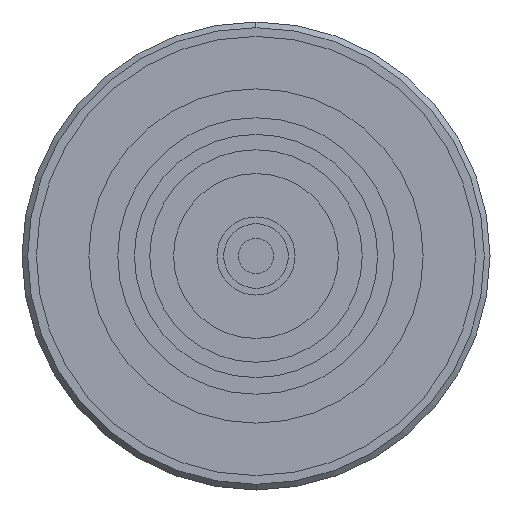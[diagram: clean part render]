
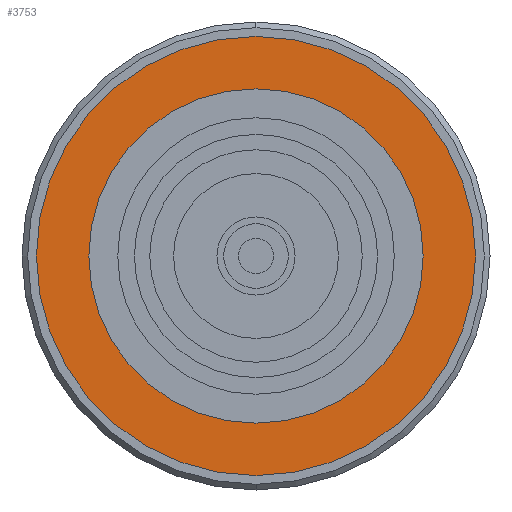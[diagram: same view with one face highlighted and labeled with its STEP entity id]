
A CAD part, left-side view. The second image highlights one B-rep face of the part: STEP entity #3753.
In plain terms, the highlighted planar face has unit normal (-1, 0, 0).
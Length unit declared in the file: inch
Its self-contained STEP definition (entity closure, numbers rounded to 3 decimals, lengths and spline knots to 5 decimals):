
#226 = VERTEX_POINT ( 'NONE', #1547 ) ;
#229 = EDGE_CURVE ( 'NONE', #226, #230, #1464, .T. ) ;
#230 = VERTEX_POINT ( 'NONE', #1562 ) ;
#241 = EDGE_CURVE ( 'NONE', #242, #243, #1500, .T. ) ;
#242 = VERTEX_POINT ( 'NONE', #1496 ) ;
#243 = VERTEX_POINT ( 'NONE', #1495 ) ;
#1119 = EDGE_LOOP ( 'NONE', ( #1120, #1122 ) ) ;
#1120 = ORIENTED_EDGE ( 'NONE', *, *, #1121, .F. ) ;
#1121 = EDGE_CURVE ( 'NONE', #230, #226, #2953, .T. ) ;
#1122 = ORIENTED_EDGE ( 'NONE', *, *, #229, .F. ) ;
#1123 = EDGE_LOOP ( 'NONE', ( #1124, #1125 ) ) ;
#1124 = ORIENTED_EDGE ( 'NONE', *, *, #3871, .T. ) ;
#1125 = ORIENTED_EDGE ( 'NONE', *, *, #241, .T. ) ;
#1460 = DIRECTION ( 'NONE',  ( 0., 0., -1. ) ) ;
#1461 = DIRECTION ( 'NONE',  ( 1., 0., 0. ) ) ;
#1462 = CARTESIAN_POINT ( 'NONE',  ( 0.074, 0., 0. ) ) ;
#1463 = AXIS2_PLACEMENT_3D ( 'NONE', #1462, #1461, #1460 ) ;
#1464 = CIRCLE ( 'NONE', #1463, 0.3875 ) ;
#1495 = CARTESIAN_POINT ( 'NONE',  ( 0.074, 0., 0.295 ) ) ;
#1496 = CARTESIAN_POINT ( 'NONE',  ( 0.074, 0., -0.295 ) ) ;
#1497 = DIRECTION ( 'NONE',  ( 0., 0., -1. ) ) ;
#1498 = DIRECTION ( 'NONE',  ( 1., 0., 0. ) ) ;
#1499 = AXIS2_PLACEMENT_3D ( 'NONE', #1567, #1498, #1497 ) ;
#1500 = CIRCLE ( 'NONE', #1499, 0.295 ) ;
#1547 = CARTESIAN_POINT ( 'NONE',  ( 0.074, 0., -0.3875 ) ) ;
#1562 = CARTESIAN_POINT ( 'NONE',  ( 0.074, 0., 0.3875 ) ) ;
#1567 = CARTESIAN_POINT ( 'NONE',  ( 0.074, 0., 0. ) ) ;
#2897 = DIRECTION ( 'NONE',  ( 0., 0., -1. ) ) ;
#2898 = DIRECTION ( 'NONE',  ( 1., 0., 0. ) ) ;
#2899 = CARTESIAN_POINT ( 'NONE',  ( 0.074, 0., 0. ) ) ;
#2900 = AXIS2_PLACEMENT_3D ( 'NONE', #2899, #2898, #2897 ) ;
#2953 = CIRCLE ( 'NONE', #2900, 0.3875 ) ;
#3054 = DIRECTION ( 'NONE',  ( 0., 0., -1. ) ) ;
#3055 = DIRECTION ( 'NONE',  ( 1., 0., 0. ) ) ;
#3056 = CARTESIAN_POINT ( 'NONE',  ( 0.074, 0., 0. ) ) ;
#3065 = PLANE ( 'NONE',  #3208 ) ;
#3077 = FACE_BOUND ( 'NONE', #1123, .T. ) ;
#3122 = DIRECTION ( 'NONE',  ( 0., 0., -1. ) ) ;
#3123 = DIRECTION ( 'NONE',  ( 1., 0., 0. ) ) ;
#3124 = AXIS2_PLACEMENT_3D ( 'NONE', #3181, #3123, #3122 ) ;
#3125 = CIRCLE ( 'NONE', #3124, 0.295 ) ;
#3172 = FACE_OUTER_BOUND ( 'NONE', #1119, .T. ) ;
#3181 = CARTESIAN_POINT ( 'NONE',  ( 0.074, 0., 0. ) ) ;
#3208 = AXIS2_PLACEMENT_3D ( 'NONE', #3056, #3055, #3054 ) ;
#3753 = ADVANCED_FACE ( 'NONE', ( #3172, #3077 ), #3065, .F. ) ;
#3871 = EDGE_CURVE ( 'NONE', #243, #242, #3125, .T. ) ;
